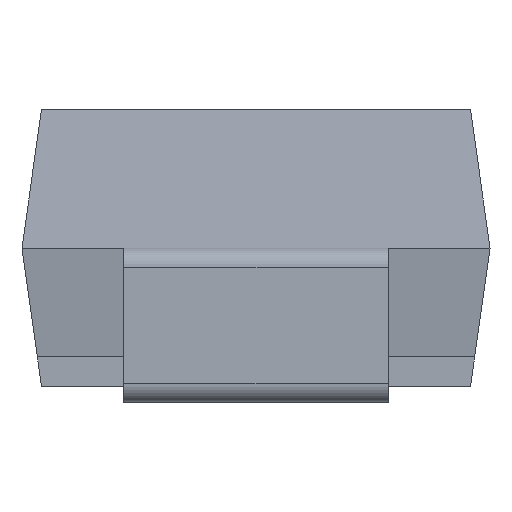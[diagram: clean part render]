
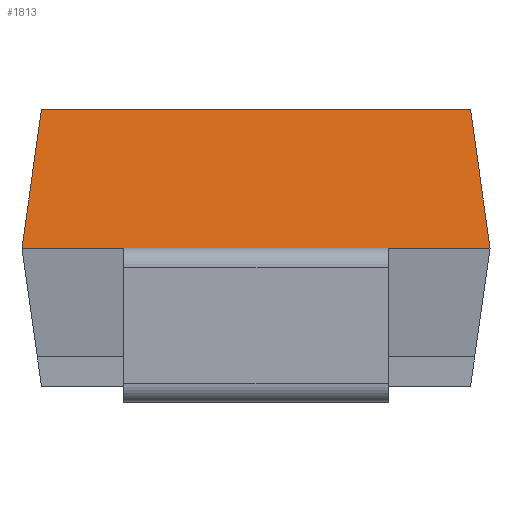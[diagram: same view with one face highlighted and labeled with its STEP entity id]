
A CAD part, left-side view. The second image highlights one B-rep face of the part: STEP entity #1813.
In plain terms, the highlighted planar face has unit normal (-0.99, 0, 0.139).
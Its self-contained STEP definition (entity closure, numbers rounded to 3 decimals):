
#52=LINE('',#2217,#158);
#83=LINE('',#2662,#189);
#87=LINE('',#2670,#193);
#100=LINE('',#2691,#206);
#103=LINE('',#2696,#209);
#104=LINE('',#2698,#210);
#158=VECTOR('',#1933,1000.);
#189=VECTOR('',#2002,1000.);
#193=VECTOR('',#2006,1000.);
#206=VECTOR('',#2025,1000.);
#209=VECTOR('',#2032,1000.);
#210=VECTOR('',#2035,1000.);
#549=ORIENTED_EDGE('',*,*,#860,.T.);
#550=ORIENTED_EDGE('',*,*,#881,.F.);
#551=ORIENTED_EDGE('',*,*,#864,.T.);
#552=ORIENTED_EDGE('',*,*,#877,.F.);
#553=ORIENTED_EDGE('',*,*,#725,.F.);
#554=ORIENTED_EDGE('',*,*,#880,.T.);
#725=EDGE_CURVE('',#954,#951,#52,.F.);
#860=EDGE_CURVE('',#1090,#1089,#83,.F.);
#864=EDGE_CURVE('',#1094,#1093,#87,.F.);
#877=EDGE_CURVE('',#951,#1093,#100,.T.);
#880=EDGE_CURVE('',#954,#1090,#103,.T.);
#881=EDGE_CURVE('',#1094,#1089,#104,.T.);
#951=VERTEX_POINT('',#2211);
#954=VERTEX_POINT('',#2216);
#1089=VERTEX_POINT('',#2661);
#1090=VERTEX_POINT('',#2663);
#1093=VERTEX_POINT('',#2669);
#1094=VERTEX_POINT('',#2671);
#1275=EDGE_LOOP('',(#549,#550,#551,#552,#553,#554));
#1341=FACE_BOUND('',#1275,.T.);
#1394=PLANE('',#1876);
#1813=ADVANCED_FACE('',(#1341),#1394,.T.);
#1876=AXIS2_PLACEMENT_3D('',#2697,#2033,#2034);
#1933=DIRECTION('',(0.,1.,0.));
#2002=DIRECTION('',(0.,1.,0.));
#2006=DIRECTION('',(0.,1.,0.));
#2025=DIRECTION('',(-0.138,-0.138,-0.981));
#2032=DIRECTION('',(-0.138,0.138,-0.981));
#2033=DIRECTION('',(-0.99,0.,0.139));
#2034=DIRECTION('',(0.139,0.,0.99));
#2035=DIRECTION('',(0.,1.,0.));
#2211=CARTESIAN_POINT('',(-2.008,-1.705,1.1));
#2216=CARTESIAN_POINT('',(-2.008,1.705,1.1));
#2217=CARTESIAN_POINT('',(-2.008,0.,1.1));
#2661=CARTESIAN_POINT('',(-2.163,1.05,0.));
#2662=CARTESIAN_POINT('',(-2.163,0.,0.));
#2663=CARTESIAN_POINT('',(-2.163,1.86,0.));
#2669=CARTESIAN_POINT('',(-2.163,-1.86,0.));
#2670=CARTESIAN_POINT('',(-2.163,0.,0.));
#2671=CARTESIAN_POINT('',(-2.163,-1.05,0.));
#2691=CARTESIAN_POINT('',(-2.121,-1.819,0.292));
#2696=CARTESIAN_POINT('',(-2.127,1.825,0.251));
#2697=CARTESIAN_POINT('',(-2.163,0.,0.));
#2698=CARTESIAN_POINT('',(-2.163,-1.05,0.));
